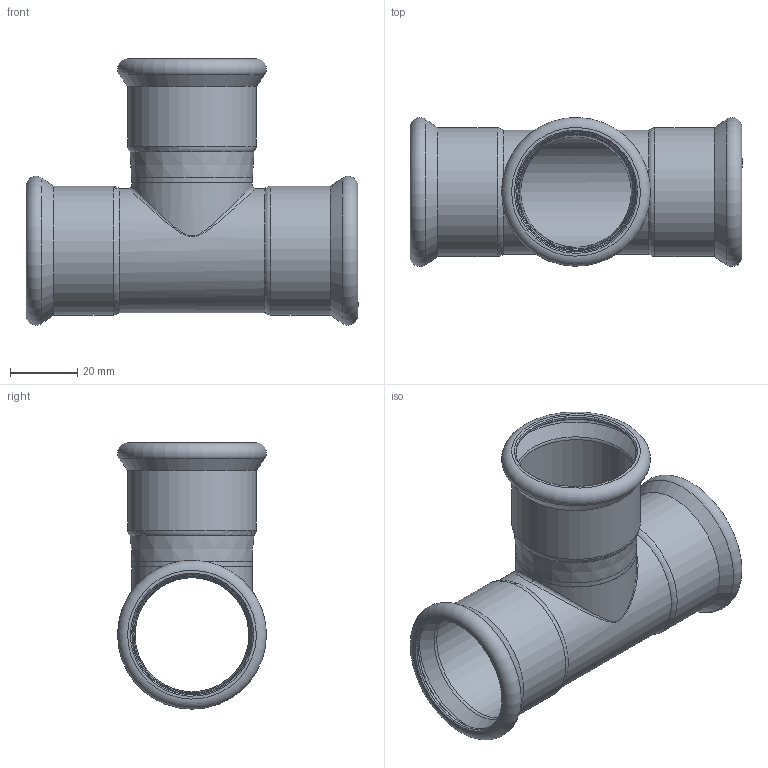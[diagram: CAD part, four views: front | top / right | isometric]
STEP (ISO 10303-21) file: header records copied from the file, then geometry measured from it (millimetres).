
FILE_DESCRIPTION(/* description */ (''),/* implementation_level */ '2;1');
FILE_NAME(/* name */ '43006.stp',/* time_stamp */ '2023-09-08T11:20:29+02:00',/* author */ ('JANAN'),/* organization */ (''),/* preprocessor_version */ 'ST-DEVELOPER v19.2',/* originating_system */ 'Autodesk Inventor 2023',/* authorisation */ '');
FILE_SCHEMA (('AUTOMOTIVE_DESIGN { 1 0 10303 214 3 1 1 }'));
Length unit declared in the file: millimetre
Products named in the file (1): tmpC0D6.tmp
Bounding box: 99 x 44.38 x 79.39 mm (x, y, z)
Volume: 24921.2 mm3; surface area: 33785.3 mm2
Topology: 2 solids, 2 shells, 59 faces, 121 edges, 70 vertices
Faces by surface type: torus 18, cylinder 15, cone 14, plane 8, bspline 4
Full cylindrical faces by diameter (mm): 33 x2, 34 x1, 35.3 x3, 35.9 x3, 36 x2, 37 x1, 38.4 x3
Entity records: 4057 total; most frequent: CARTESIAN_POINT 2672, DIRECTION 301, ORIENTED_EDGE 242, AXIS2_PLACEMENT_3D 136, EDGE_CURVE 121, CIRCLE 80, VERTEX_POINT 70, EDGE_LOOP 69
